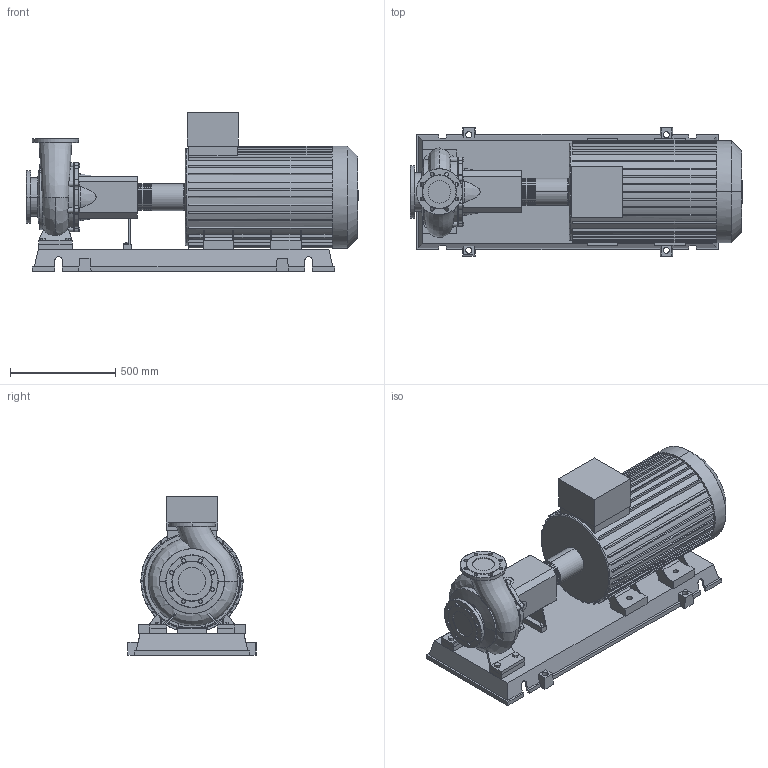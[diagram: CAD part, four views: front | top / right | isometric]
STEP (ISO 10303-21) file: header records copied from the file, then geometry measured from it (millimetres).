
FILE_DESCRIPTION((''),'2;1');
FILE_NAME('3d_NL100_250-55-2-05-4109354.stp','2015-03-03T07:58:42',(''),(''),'Mechanical Desktop 2009','Mechanical Desktop 2009',', , ');
FILE_SCHEMA(('CONFIG_CONTROL_DESIGN'));
Length unit declared in the file: millimetre
Products named in the file (1): Product
Bounding box: 1580 x 610 x 755 mm (x, y, z)
Volume: 204622711.2 mm3; surface area: 6284920.2 mm2
Topology: 14 solids, 14 shells, 890 faces, 2372 edges, 1552 vertices
Faces by surface type: plane 472, cylinder 237, bspline 153, cone 14, torus 14
Full cylindrical faces by diameter (mm): 309 x1
Entity records: 31698 total; most frequent: CARTESIAN_POINT 9289, ORIENTED_EDGE 4746, DIRECTION 4518, EDGE_CURVE 2373, VERTEX_POINT 1550, AXIS2_PLACEMENT_3D 1517, VECTOR 1484, LINE 1484
